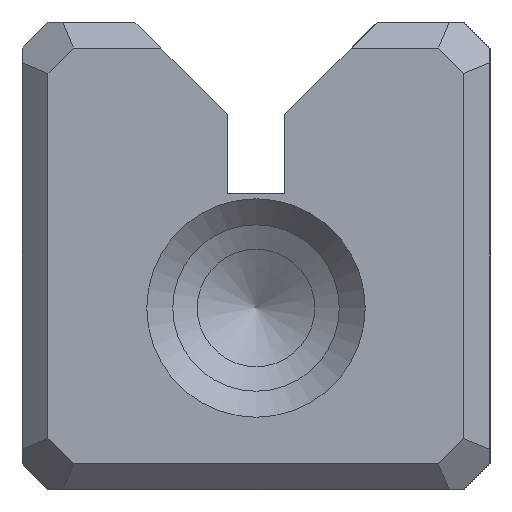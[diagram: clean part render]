
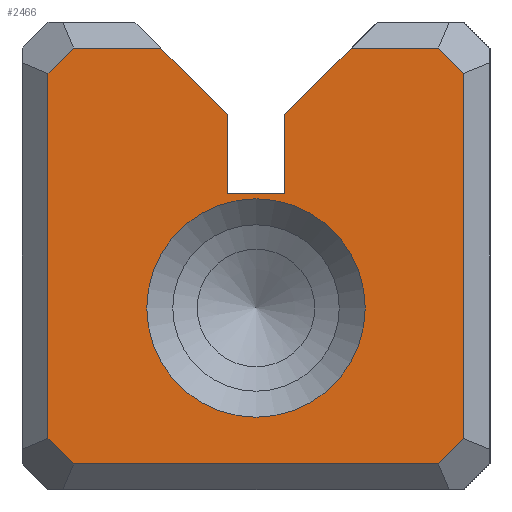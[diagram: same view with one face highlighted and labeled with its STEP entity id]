
A CAD part, left-side view. The second image highlights one B-rep face of the part: STEP entity #2466.
In plain terms, the highlighted planar face has unit normal (-1, 0, 0).
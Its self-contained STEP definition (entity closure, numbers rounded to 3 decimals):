
#2466=ADVANCED_FACE('',(#3367,#3368),#2847,.F.);
#2847=PLANE('',#8812);
#3094=CIRCLE('',#8811,2.1);
#3367=FACE_BOUND('',#3546,.T.);
#3368=FACE_BOUND('',#3547,.T.);
#3546=EDGE_LOOP('',(#4247));
#3547=EDGE_LOOP('',(#4248,#4249,#4250,#4251,#4252,#4253,#4254,#4255,#4256,
#4257,#4258,#4259,#4260,#4261));
#4247=ORIENTED_EDGE('',*,*,#6751,.T.);
#4248=ORIENTED_EDGE('',*,*,#6752,.T.);
#4249=ORIENTED_EDGE('',*,*,#6753,.T.);
#4250=ORIENTED_EDGE('',*,*,#6754,.F.);
#4251=ORIENTED_EDGE('',*,*,#6755,.F.);
#4252=ORIENTED_EDGE('',*,*,#6756,.F.);
#4253=ORIENTED_EDGE('',*,*,#6757,.F.);
#4254=ORIENTED_EDGE('',*,*,#6758,.F.);
#4255=ORIENTED_EDGE('',*,*,#6759,.T.);
#4256=ORIENTED_EDGE('',*,*,#6760,.T.);
#4257=ORIENTED_EDGE('',*,*,#6761,.T.);
#4258=ORIENTED_EDGE('',*,*,#6762,.T.);
#4259=ORIENTED_EDGE('',*,*,#6763,.T.);
#4260=ORIENTED_EDGE('',*,*,#6764,.T.);
#4261=ORIENTED_EDGE('',*,*,#6765,.T.);
#6107=VERTEX_POINT('',#11296);
#6108=VERTEX_POINT('',#11298);
#6109=VERTEX_POINT('',#11299);
#6110=VERTEX_POINT('',#11301);
#6111=VERTEX_POINT('',#11303);
#6112=VERTEX_POINT('',#11305);
#6113=VERTEX_POINT('',#11307);
#6114=VERTEX_POINT('',#11309);
#6115=VERTEX_POINT('',#11311);
#6116=VERTEX_POINT('',#11313);
#6117=VERTEX_POINT('',#11315);
#6118=VERTEX_POINT('',#11317);
#6119=VERTEX_POINT('',#11319);
#6120=VERTEX_POINT('',#11321);
#6121=VERTEX_POINT('',#11323);
#6751=EDGE_CURVE('',#6107,#6107,#3094,.T.);
#6752=EDGE_CURVE('',#6108,#6109,#7597,.T.);
#6753=EDGE_CURVE('',#6109,#6110,#7598,.T.);
#6754=EDGE_CURVE('',#6111,#6110,#7599,.T.);
#6755=EDGE_CURVE('',#6112,#6111,#7600,.T.);
#6756=EDGE_CURVE('',#6113,#6112,#7601,.T.);
#6757=EDGE_CURVE('',#6114,#6113,#7602,.T.);
#6758=EDGE_CURVE('',#6115,#6114,#7603,.T.);
#6759=EDGE_CURVE('',#6115,#6116,#7604,.T.);
#6760=EDGE_CURVE('',#6116,#6117,#7605,.T.);
#6761=EDGE_CURVE('',#6117,#6118,#7606,.T.);
#6762=EDGE_CURVE('',#6118,#6119,#7607,.T.);
#6763=EDGE_CURVE('',#6119,#6120,#7608,.T.);
#6764=EDGE_CURVE('',#6120,#6121,#7609,.T.);
#6765=EDGE_CURVE('',#6121,#6108,#7610,.T.);
#7597=LINE('',#11297,#8281);
#7598=LINE('',#11300,#8282);
#7599=LINE('',#11302,#8283);
#7600=LINE('',#11304,#8284);
#7601=LINE('',#11306,#8285);
#7602=LINE('',#11308,#8286);
#7603=LINE('',#11310,#8287);
#7604=LINE('',#11312,#8288);
#7605=LINE('',#11314,#8289);
#7606=LINE('',#11316,#8290);
#7607=LINE('',#11318,#8291);
#7608=LINE('',#11320,#8292);
#7609=LINE('',#11322,#8293);
#7610=LINE('',#11324,#8294);
#8281=VECTOR('',#9347,1.);
#8282=VECTOR('',#9348,1.);
#8283=VECTOR('',#9349,1.);
#8284=VECTOR('',#9350,1.);
#8285=VECTOR('',#9351,1.);
#8286=VECTOR('',#9352,1.);
#8287=VECTOR('',#9353,1.);
#8288=VECTOR('',#9354,1.);
#8289=VECTOR('',#9355,1.);
#8290=VECTOR('',#9356,1.);
#8291=VECTOR('',#9357,1.);
#8292=VECTOR('',#9358,1.);
#8293=VECTOR('',#9359,1.);
#8294=VECTOR('',#9360,1.);
#8811=AXIS2_PLACEMENT_3D('',#11295,#9345,#9346);
#8812=AXIS2_PLACEMENT_3D('',#11325,#9361,#9362);
#9345=DIRECTION('',(1.,0.,0.));
#9346=DIRECTION('',(0.,0.,-1.));
#9347=DIRECTION('',(0.,0.707,0.707));
#9348=DIRECTION('',(0.,1.,0.));
#9349=DIRECTION('',(0.,-0.707,0.707));
#9350=DIRECTION('',(0.,0.,1.));
#9351=DIRECTION('',(0.,-1.,0.));
#9352=DIRECTION('',(0.,0.,-1.));
#9353=DIRECTION('',(0.,-0.707,-0.707));
#9354=DIRECTION('',(0.,1.,0.));
#9355=DIRECTION('',(0.,0.707,-0.707));
#9356=DIRECTION('',(0.,0.,-1.));
#9357=DIRECTION('',(0.,-0.707,-0.707));
#9358=DIRECTION('',(0.,-1.,0.));
#9359=DIRECTION('',(0.,-0.707,0.707));
#9360=DIRECTION('',(0.,0.,1.));
#9361=DIRECTION('',(1.,0.,0.));
#9362=DIRECTION('',(0.,0.,1.));
#11295=CARTESIAN_POINT('',(-100.,0.,-1.));
#11296=CARTESIAN_POINT('',(-100.,0.,-3.1));
#11297=CARTESIAN_POINT('',(-100.,-3.755,3.755));
#11298=CARTESIAN_POINT('',(-100.,-4.,3.51));
#11299=CARTESIAN_POINT('',(-100.,-3.51,4.));
#11300=CARTESIAN_POINT('',(-100.,-2.328,4.));
#11301=CARTESIAN_POINT('',(-100.,-1.828,4.));
#11302=CARTESIAN_POINT('',(-100.,0.,2.172));
#11303=CARTESIAN_POINT('',(-100.,-0.55,2.722));
#11304=CARTESIAN_POINT('',(-100.,-0.55,1.2));
#11305=CARTESIAN_POINT('',(-100.,-0.55,1.2));
#11306=CARTESIAN_POINT('',(-100.,0.55,1.2));
#11307=CARTESIAN_POINT('',(-100.,0.55,1.2));
#11308=CARTESIAN_POINT('',(-100.,0.55,2.722));
#11309=CARTESIAN_POINT('',(-100.,0.55,2.722));
#11310=CARTESIAN_POINT('',(-100.,4.828,7.));
#11311=CARTESIAN_POINT('',(-100.,1.828,4.));
#11312=CARTESIAN_POINT('',(-100.,4.,4.));
#11313=CARTESIAN_POINT('',(-100.,3.51,4.));
#11314=CARTESIAN_POINT('',(-100.,3.755,3.755));
#11315=CARTESIAN_POINT('',(-100.,4.,3.51));
#11316=CARTESIAN_POINT('',(-100.,4.,-4.));
#11317=CARTESIAN_POINT('',(-100.,4.,-3.51));
#11318=CARTESIAN_POINT('',(-100.,3.755,-3.755));
#11319=CARTESIAN_POINT('',(-100.,3.51,-4.));
#11320=CARTESIAN_POINT('',(-100.,-4.,-4.));
#11321=CARTESIAN_POINT('',(-100.,-3.51,-4.));
#11322=CARTESIAN_POINT('',(-100.,-3.755,-3.755));
#11323=CARTESIAN_POINT('',(-100.,-4.,-3.51));
#11324=CARTESIAN_POINT('',(-100.,-4.,4.));
#11325=CARTESIAN_POINT('',(-100.,0.,0.));
